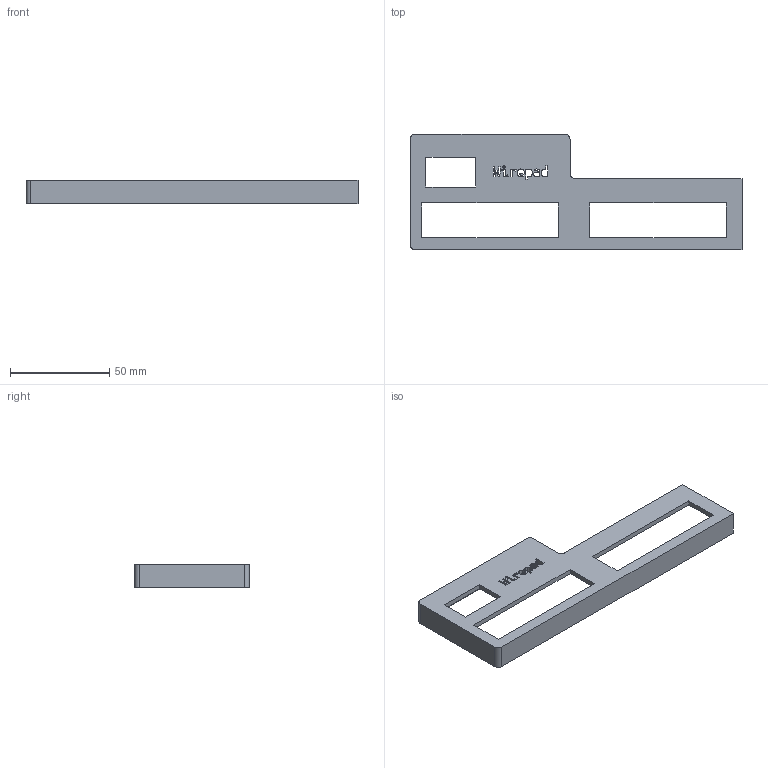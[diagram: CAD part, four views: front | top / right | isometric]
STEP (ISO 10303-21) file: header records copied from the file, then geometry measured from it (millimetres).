
FILE_DESCRIPTION(('FreeCAD Model'),'2;1');
FILE_NAME('Open CASCADE Shape Model','2025-02-17T11:38:45',(''),(''), 'Open CASCADE STEP processor 7.7','FreeCAD','Unknown');
FILE_SCHEMA(('AUTOMOTIVE_DESIGN { 1 0 10303 214 1 1 1 1 }'));
Length unit declared in the file: millimetre
Products named in the file (1): Body-Middle-cover
Bounding box: 167 x 58 x 12.05 mm (x, y, z)
Volume: 21363.5 mm3; surface area: 20025.1 mm2
Topology: 1 solids, 1 shells, 186 faces, 552 edges, 368 vertices
Faces by surface type: extrusion 114, plane 60, cylinder 12
Entity records: 6911 total; most frequent: CARTESIAN_POINT 2284, ORIENTED_EDGE 1104, DIRECTION 608, EDGE_CURVE 552, VECTOR 414, VERTEX_POINT 368, B_SPLINE_CURVE_WITH_KNOTS 342, LINE 300
